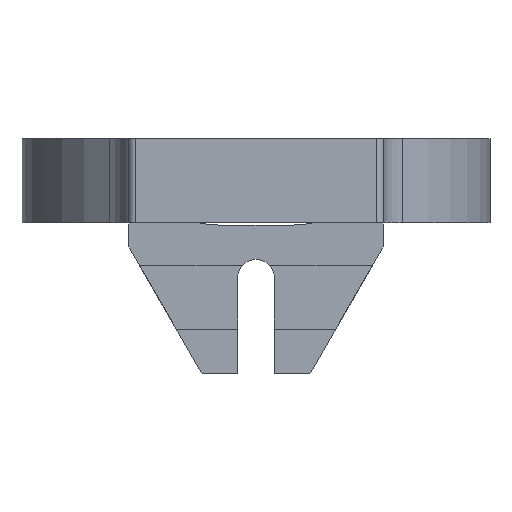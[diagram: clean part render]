
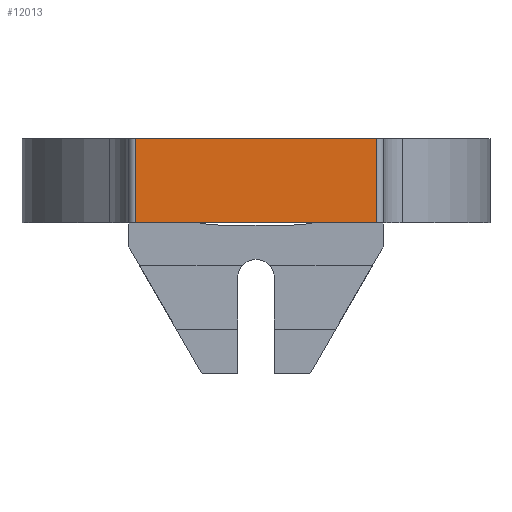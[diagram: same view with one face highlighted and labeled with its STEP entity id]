
A CAD part, front view. The second image highlights one B-rep face of the part: STEP entity #12013.
In plain terms, the highlighted planar face has unit normal (0, -1, 0).
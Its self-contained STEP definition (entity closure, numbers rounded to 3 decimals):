
#520 = CARTESIAN_POINT ( 'NONE',  ( -55.759, 12.075, 19.1 ) ) ;
#933 = AXIS2_PLACEMENT_3D ( 'NONE', #8278, #3919, #8191 ) ;
#1492 = ORIENTED_EDGE ( 'NONE', *, *, #7116, .T. ) ;
#1729 = ORIENTED_EDGE ( 'NONE', *, *, #3074, .F. ) ;
#2824 = LINE ( 'NONE', #8317, #8971 ) ;
#3074 = EDGE_CURVE ( 'NONE', #14184, #10249, #2824, .T. ) ;
#3075 = CARTESIAN_POINT ( 'NONE',  ( -26.859, 12.075, 19.2 ) ) ;
#3919 = DIRECTION ( 'NONE',  ( 0., 1., 0. ) ) ;
#4344 = LINE ( 'NONE', #10138, #7090 ) ;
#4697 = DIRECTION ( 'NONE',  ( 1., 0., 0. ) ) ;
#6123 = LINE ( 'NONE', #9245, #14188 ) ;
#6347 = EDGE_LOOP ( 'NONE', ( #8806, #1729, #1492, #9160 ) ) ;
#7090 = VECTOR ( 'NONE', #15878, 1000. ) ;
#7116 = EDGE_CURVE ( 'NONE', #14184, #9727, #4344, .T. ) ;
#7516 = DIRECTION ( 'NONE',  ( 0., 0., -1. ) ) ;
#7915 = PLANE ( 'NONE',  #933 ) ;
#8191 = DIRECTION ( 'NONE',  ( 1., 0., 0. ) ) ;
#8278 = CARTESIAN_POINT ( 'NONE',  ( -56.559, 12.075, 19.2 ) ) ;
#8317 = CARTESIAN_POINT ( 'NONE',  ( -55.759, 12.075, 19.2 ) ) ;
#8806 = ORIENTED_EDGE ( 'NONE', *, *, #14064, .F. ) ;
#8971 = VECTOR ( 'NONE', #9649, 1000. ) ;
#9160 = ORIENTED_EDGE ( 'NONE', *, *, #14531, .F. ) ;
#9245 = CARTESIAN_POINT ( 'NONE',  ( -56.559, 12.075, 19.1 ) ) ;
#9441 = CARTESIAN_POINT ( 'NONE',  ( -55.759, 12.075, 9. ) ) ;
#9649 = DIRECTION ( 'NONE',  ( 0., 0., 1. ) ) ;
#9727 = VERTEX_POINT ( 'NONE', #18184 ) ;
#10138 = CARTESIAN_POINT ( 'NONE',  ( -41.309, 12.075, 9. ) ) ;
#10249 = VERTEX_POINT ( 'NONE', #520 ) ;
#10282 = LINE ( 'NONE', #3075, #14790 ) ;
#11028 = FACE_OUTER_BOUND ( 'NONE', #6347, .T. ) ;
#12013 = ADVANCED_FACE ( 'NONE', ( #11028 ), #7915, .F. ) ;
#12124 = CARTESIAN_POINT ( 'NONE',  ( -26.859, 12.075, 19.1 ) ) ;
#14064 = EDGE_CURVE ( 'NONE', #10249, #18648, #6123, .T. ) ;
#14184 = VERTEX_POINT ( 'NONE', #9441 ) ;
#14188 = VECTOR ( 'NONE', #4697, 1000. ) ;
#14531 = EDGE_CURVE ( 'NONE', #18648, #9727, #10282, .T. ) ;
#14790 = VECTOR ( 'NONE', #7516, 1000. ) ;
#15878 = DIRECTION ( 'NONE',  ( 1., 0., 0. ) ) ;
#18184 = CARTESIAN_POINT ( 'NONE',  ( -26.859, 12.075, 9. ) ) ;
#18648 = VERTEX_POINT ( 'NONE', #12124 ) ;
